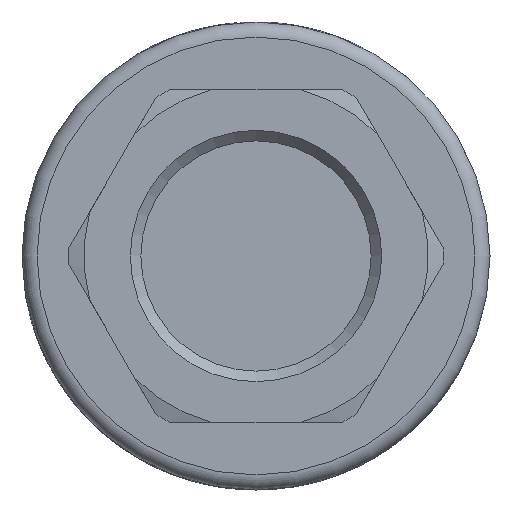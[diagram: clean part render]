
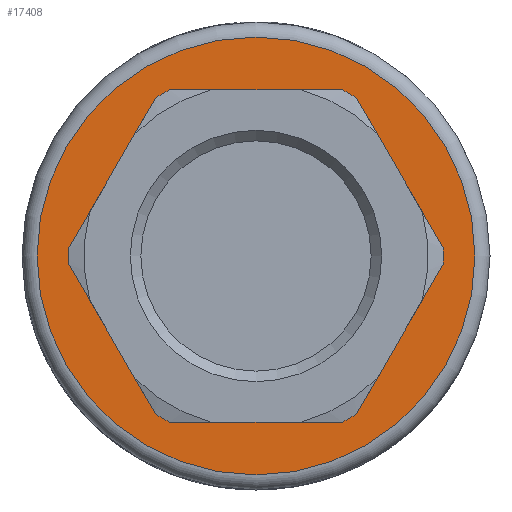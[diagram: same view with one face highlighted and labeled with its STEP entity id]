
A CAD part, left-side view. The second image highlights one B-rep face of the part: STEP entity #17408.
In plain terms, the highlighted planar face has unit normal (-1, 0, 0).
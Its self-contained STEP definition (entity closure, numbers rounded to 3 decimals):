
#138=FACE_BOUND($,#5166,.T.);
#139=FACE_BOUND($,#5167,.T.);
#189=CIRCLE($,#17526,10.5);
#419=CIRCLE($,#18201,14.5);
#3290=PLANE($,#18202);
#5166=EDGE_LOOP($,(#15308));
#5167=EDGE_LOOP($,(#15309));
#6534=VERTEX_POINT($,#28604);
#7994=VERTEX_POINT($,#121554);
#8255=EDGE_CURVE($,#6534,#6534,#189,.T.);
#10447=EDGE_CURVE($,#7994,#7994,#419,.T.);
#15308=ORIENTED_EDGE($,*,*,#8255,.F.);
#15309=ORIENTED_EDGE($,*,*,#10447,.T.);
#17408=ADVANCED_FACE($,(#138,#139),#3290,.T.);
#17526=AXIS2_PLACEMENT_3D($,#28605,#18444,#18445);
#18201=AXIS2_PLACEMENT_3D($,#121555,#20728,#20729);
#18202=AXIS2_PLACEMENT_3D($,#121556,#20730,#20731);
#18444=DIRECTION('center_axis',(-1.,0.,0.));
#18445=DIRECTION('ref_axis',(0.,1.,0.));
#20728=DIRECTION('center_axis',(-1.,0.,0.));
#20729=DIRECTION('ref_axis',(0.,0.,1.));
#20730=DIRECTION('center_axis',(-1.,0.,0.));
#20731=DIRECTION('ref_axis',(0.,0.,1.));
#28604=CARTESIAN_POINT('',(-16.1,-10.5,0.));
#28605=CARTESIAN_POINT('Origin',(-16.1,0.,0.));
#121554=CARTESIAN_POINT('',(-16.1,0.,14.5));
#121555=CARTESIAN_POINT('Origin',(-16.1,0.,0.));
#121556=CARTESIAN_POINT('Origin',(-16.1,0.,11.05));
